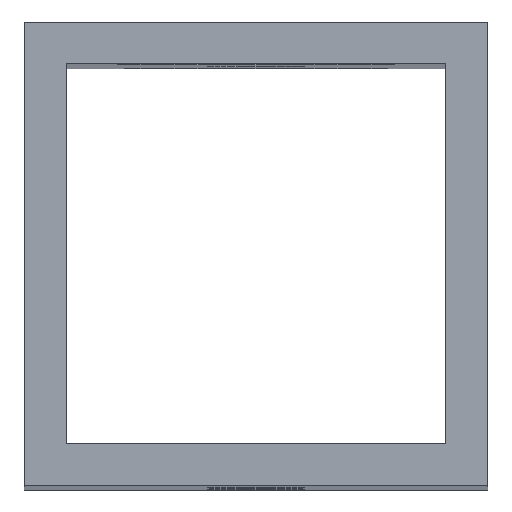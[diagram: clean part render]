
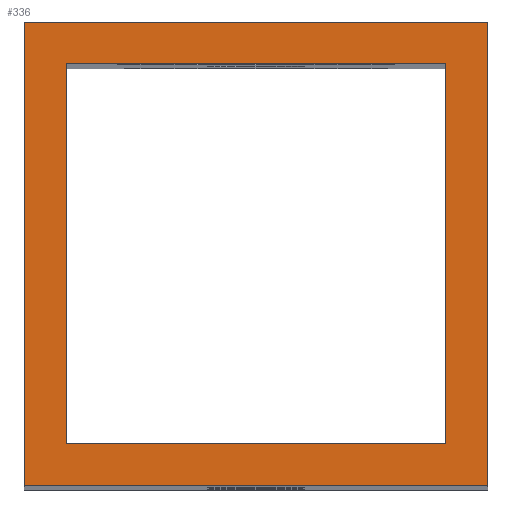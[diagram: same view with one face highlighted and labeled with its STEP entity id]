
A CAD part, top view. The second image highlights one B-rep face of the part: STEP entity #336.
In plain terms, the highlighted planar face has unit normal (0, 0, 1).
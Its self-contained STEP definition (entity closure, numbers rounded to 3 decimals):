
#7 = CARTESIAN_POINT ( 'NONE',  ( 1.8, 18.2, 0. ) ) ;
#8 = VERTEX_POINT ( 'NONE', #1088 ) ;
#27 = LINE ( 'NONE', #961, #486 ) ;
#32 = LINE ( 'NONE', #409, #172 ) ;
#66 = LINE ( 'NONE', #387, #823 ) ;
#97 = ORIENTED_EDGE ( 'NONE', *, *, #1136, .F. ) ;
#118 = EDGE_LOOP ( 'NONE', ( #1154, #97, #451, #371 ) ) ;
#123 = EDGE_CURVE ( 'NONE', #866, #596, #831, .T. ) ;
#150 = DIRECTION ( 'NONE',  ( -1., 0., 0. ) ) ;
#151 = AXIS2_PLACEMENT_3D ( 'NONE', #187, #790, #577 ) ;
#159 = DIRECTION ( 'NONE',  ( 1., 0., 0. ) ) ;
#163 = CARTESIAN_POINT ( 'NONE',  ( 0., 20., 0. ) ) ;
#172 = VECTOR ( 'NONE', #998, 1000. ) ;
#187 = CARTESIAN_POINT ( 'NONE',  ( 0., 20., 0. ) ) ;
#199 = VERTEX_POINT ( 'NONE', #545 ) ;
#214 = VERTEX_POINT ( 'NONE', #455 ) ;
#248 = CARTESIAN_POINT ( 'NONE',  ( 1.8, 18.2, 0. ) ) ;
#288 = FACE_BOUND ( 'NONE', #118, .T. ) ;
#296 = EDGE_CURVE ( 'NONE', #214, #199, #32, .T. ) ;
#336 = ADVANCED_FACE ( 'NONE', ( #288, #667 ), #1057, .F. ) ;
#352 = EDGE_CURVE ( 'NONE', #596, #687, #27, .T. ) ;
#371 = ORIENTED_EDGE ( 'NONE', *, *, #588, .F. ) ;
#387 = CARTESIAN_POINT ( 'NONE',  ( 18.2, 18.2, 0. ) ) ;
#397 = CARTESIAN_POINT ( 'NONE',  ( 20., 20., 0. ) ) ;
#409 = CARTESIAN_POINT ( 'NONE',  ( 1.8, 1.8, 0. ) ) ;
#451 = ORIENTED_EDGE ( 'NONE', *, *, #948, .F. ) ;
#455 = CARTESIAN_POINT ( 'NONE',  ( 1.8, 1.8, 0. ) ) ;
#485 = LINE ( 'NONE', #736, #1139 ) ;
#486 = VECTOR ( 'NONE', #1078, 1000. ) ;
#545 = CARTESIAN_POINT ( 'NONE',  ( 18.2, 1.8, 0. ) ) ;
#577 = DIRECTION ( 'NONE',  ( -1., 0., 0. ) ) ;
#588 = EDGE_CURVE ( 'NONE', #199, #995, #66, .T. ) ;
#596 = VERTEX_POINT ( 'NONE', #1138 ) ;
#633 = DIRECTION ( 'NONE',  ( -1., 0., 0. ) ) ;
#637 = ORIENTED_EDGE ( 'NONE', *, *, #805, .T. ) ;
#644 = CARTESIAN_POINT ( 'NONE',  ( 18.2, 18.2, 0. ) ) ;
#667 = FACE_OUTER_BOUND ( 'NONE', #1084, .T. ) ;
#669 = ORIENTED_EDGE ( 'NONE', *, *, #982, .T. ) ;
#683 = CARTESIAN_POINT ( 'NONE',  ( 1.8, 1.8, 0. ) ) ;
#687 = VERTEX_POINT ( 'NONE', #862 ) ;
#730 = LINE ( 'NONE', #248, #1237 ) ;
#734 = VECTOR ( 'NONE', #1175, 1000. ) ;
#736 = CARTESIAN_POINT ( 'NONE',  ( 0., 0., 0. ) ) ;
#766 = DIRECTION ( 'NONE',  ( 0., 1., 0. ) ) ;
#790 = DIRECTION ( 'NONE',  ( 0., 0., -1. ) ) ;
#798 = VECTOR ( 'NONE', #867, 1000. ) ;
#805 = EDGE_CURVE ( 'NONE', #8, #866, #1077, .T. ) ;
#823 = VECTOR ( 'NONE', #766, 1000. ) ;
#831 = LINE ( 'NONE', #163, #940 ) ;
#841 = ORIENTED_EDGE ( 'NONE', *, *, #352, .T. ) ;
#862 = CARTESIAN_POINT ( 'NONE',  ( 0., 0., 0. ) ) ;
#866 = VERTEX_POINT ( 'NONE', #921 ) ;
#867 = DIRECTION ( 'NONE',  ( 0., -1., 0. ) ) ;
#908 = ORIENTED_EDGE ( 'NONE', *, *, #123, .T. ) ;
#921 = CARTESIAN_POINT ( 'NONE',  ( 20., 20., 0. ) ) ;
#940 = VECTOR ( 'NONE', #150, 1000. ) ;
#948 = EDGE_CURVE ( 'NONE', #995, #1210, #730, .T. ) ;
#961 = CARTESIAN_POINT ( 'NONE',  ( 0., 0., 0. ) ) ;
#982 = EDGE_CURVE ( 'NONE', #687, #8, #485, .T. ) ;
#984 = LINE ( 'NONE', #683, #798 ) ;
#995 = VERTEX_POINT ( 'NONE', #644 ) ;
#998 = DIRECTION ( 'NONE',  ( 1., 0., 0. ) ) ;
#1057 = PLANE ( 'NONE',  #151 ) ;
#1077 = LINE ( 'NONE', #397, #734 ) ;
#1078 = DIRECTION ( 'NONE',  ( 0., -1., 0. ) ) ;
#1084 = EDGE_LOOP ( 'NONE', ( #841, #669, #637, #908 ) ) ;
#1088 = CARTESIAN_POINT ( 'NONE',  ( 20., 0., 0. ) ) ;
#1136 = EDGE_CURVE ( 'NONE', #1210, #214, #984, .T. ) ;
#1138 = CARTESIAN_POINT ( 'NONE',  ( 0., 20., 0. ) ) ;
#1139 = VECTOR ( 'NONE', #159, 1000. ) ;
#1154 = ORIENTED_EDGE ( 'NONE', *, *, #296, .F. ) ;
#1175 = DIRECTION ( 'NONE',  ( 0., 1., 0. ) ) ;
#1210 = VERTEX_POINT ( 'NONE', #7 ) ;
#1237 = VECTOR ( 'NONE', #633, 1000. ) ;
